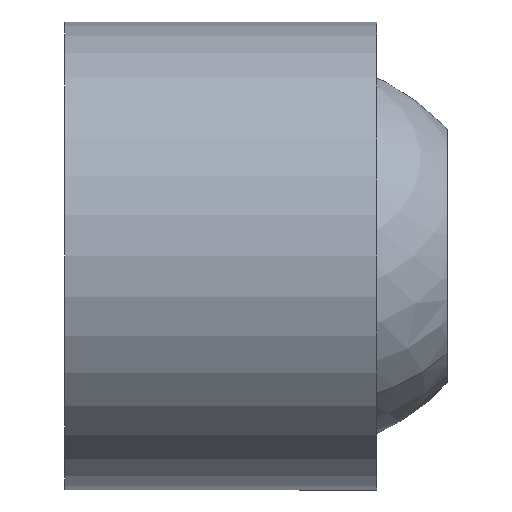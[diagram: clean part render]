
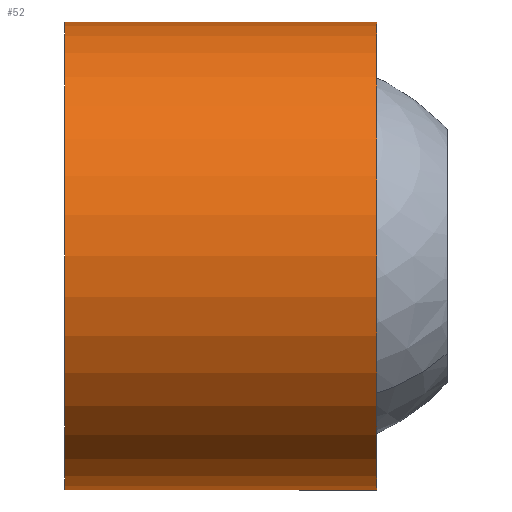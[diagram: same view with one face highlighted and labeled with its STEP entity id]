
A CAD part, front view. The second image highlights one B-rep face of the part: STEP entity #52.
In plain terms, the highlighted cylindrical face has radius 6 mm (diameter 12 mm), a partial arc.
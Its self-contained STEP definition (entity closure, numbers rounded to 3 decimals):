
#9 = AXIS2_PLACEMENT_3D ( 'NONE', #624, #424, #427 ) ;
#20 = EDGE_CURVE ( 'NONE', #82, #246, #159, .T. ) ;
#52 = ADVANCED_FACE ( 'NONE', ( #254 ), #96, .T. ) ;
#82 = VERTEX_POINT ( 'NONE', #469 ) ;
#96 = CYLINDRICAL_SURFACE ( 'NONE', #382, 6. ) ;
#98 = ORIENTED_EDGE ( 'NONE', *, *, #215, .T. ) ;
#103 = DIRECTION ( 'NONE',  ( 0., 0., 1. ) ) ;
#159 = CIRCLE ( 'NONE', #501, 6. ) ;
#162 = ORIENTED_EDGE ( 'NONE', *, *, #20, .F. ) ;
#213 = ORIENTED_EDGE ( 'NONE', *, *, #236, .F. ) ;
#215 = EDGE_CURVE ( 'NONE', #435, #246, #372, .T. ) ;
#224 = CIRCLE ( 'NONE', #9, 6. ) ;
#236 = EDGE_CURVE ( 'NONE', #642, #82, #294, .T. ) ;
#246 = VERTEX_POINT ( 'NONE', #631 ) ;
#250 = EDGE_CURVE ( 'NONE', #642, #435, #224, .T. ) ;
#254 = FACE_OUTER_BOUND ( 'NONE', #266, .T. ) ;
#259 = CARTESIAN_POINT ( 'NONE',  ( -8., 0., 0. ) ) ;
#266 = EDGE_LOOP ( 'NONE', ( #213, #531, #98, #162 ) ) ;
#274 = CARTESIAN_POINT ( 'NONE',  ( -19.68, 0., 6. ) ) ;
#294 = LINE ( 'NONE', #422, #530 ) ;
#357 = DIRECTION ( 'NONE',  ( 0., 0., 1. ) ) ;
#372 = LINE ( 'NONE', #274, #632 ) ;
#382 = AXIS2_PLACEMENT_3D ( 'NONE', #610, #573, #103 ) ;
#393 = CARTESIAN_POINT ( 'NONE',  ( 0., 0., 6. ) ) ;
#422 = CARTESIAN_POINT ( 'NONE',  ( -19.68, 0., -6. ) ) ;
#424 = DIRECTION ( 'NONE',  ( -1., 0., 0. ) ) ;
#427 = DIRECTION ( 'NONE',  ( 0., 0., 1. ) ) ;
#435 = VERTEX_POINT ( 'NONE', #393 ) ;
#466 = DIRECTION ( 'NONE',  ( -1., 0., 0. ) ) ;
#469 = CARTESIAN_POINT ( 'NONE',  ( -8., 0., -6. ) ) ;
#501 = AXIS2_PLACEMENT_3D ( 'NONE', #259, #466, #357 ) ;
#529 = DIRECTION ( 'NONE',  ( -1., 0., 0. ) ) ;
#530 = VECTOR ( 'NONE', #533, 1000. ) ;
#531 = ORIENTED_EDGE ( 'NONE', *, *, #250, .T. ) ;
#533 = DIRECTION ( 'NONE',  ( -1., 0., 0. ) ) ;
#558 = CARTESIAN_POINT ( 'NONE',  ( 0., 0., -6. ) ) ;
#573 = DIRECTION ( 'NONE',  ( -1., 0., 0. ) ) ;
#610 = CARTESIAN_POINT ( 'NONE',  ( -19.68, 0., 0. ) ) ;
#624 = CARTESIAN_POINT ( 'NONE',  ( 0., 0., 0. ) ) ;
#631 = CARTESIAN_POINT ( 'NONE',  ( -8., 0., 6. ) ) ;
#632 = VECTOR ( 'NONE', #529, 1000. ) ;
#642 = VERTEX_POINT ( 'NONE', #558 ) ;
